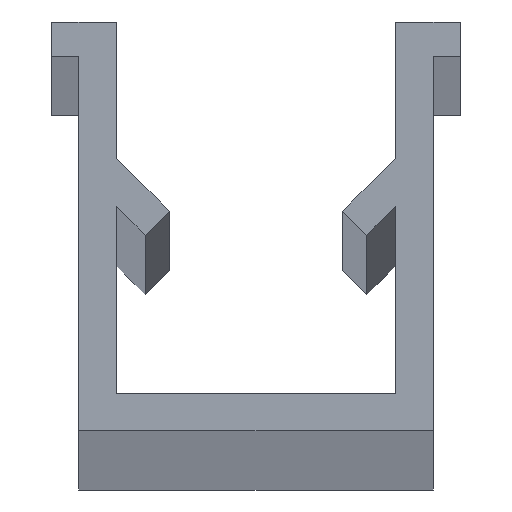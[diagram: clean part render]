
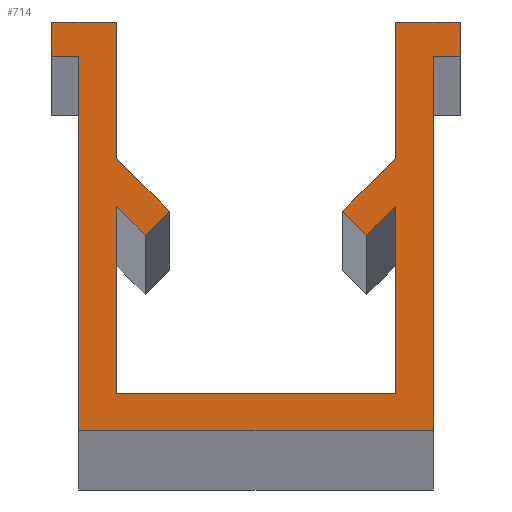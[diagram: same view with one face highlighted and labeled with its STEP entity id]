
A CAD part, top view. The second image highlights one B-rep face of the part: STEP entity #714.
In plain terms, the highlighted planar face has unit normal (0, 0, 1).
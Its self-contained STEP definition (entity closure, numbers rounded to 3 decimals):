
#3 = AXIS2_PLACEMENT_3D ( 'NONE', #702, #760, #180 ) ;
#10 = VERTEX_POINT ( 'NONE', #289 ) ;
#14 = VECTOR ( 'NONE', #594, 1000. ) ;
#24 = CARTESIAN_POINT ( 'NONE',  ( 3.251, 5.737, 1000. ) ) ;
#26 = DIRECTION ( 'NONE',  ( 0., 1., 0. ) ) ;
#39 = ORIENTED_EDGE ( 'NONE', *, *, #651, .T. ) ;
#42 = VERTEX_POINT ( 'NONE', #242 ) ;
#43 = LINE ( 'NONE', #256, #584 ) ;
#45 = CARTESIAN_POINT ( 'NONE',  ( 5.2, 11., 1000. ) ) ;
#46 = ORIENTED_EDGE ( 'NONE', *, *, #628, .T. ) ;
#48 = CARTESIAN_POINT ( 'NONE',  ( 6., 11., 1000. ) ) ;
#50 = FACE_OUTER_BOUND ( 'NONE', #365, .T. ) ;
#52 = VERTEX_POINT ( 'NONE', #121 ) ;
#56 = DIRECTION ( 'NONE',  ( 0., -1., 0. ) ) ;
#60 = CARTESIAN_POINT ( 'NONE',  ( 4.1, 12., 1000. ) ) ;
#76 = VECTOR ( 'NONE', #306, 1000. ) ;
#79 = VERTEX_POINT ( 'NONE', #178 ) ;
#83 = DIRECTION ( 'NONE',  ( 0., -1., 0. ) ) ;
#89 = ORIENTED_EDGE ( 'NONE', *, *, #654, .T. ) ;
#91 = CARTESIAN_POINT ( 'NONE',  ( 4.1, 8., 1000. ) ) ;
#104 = VECTOR ( 'NONE', #677, 1000. ) ;
#106 = ORIENTED_EDGE ( 'NONE', *, *, #485, .T. ) ;
#108 = DIRECTION ( 'NONE',  ( 1., 0., 0. ) ) ;
#114 = PLANE ( 'NONE',  #3 ) ;
#121 = CARTESIAN_POINT ( 'NONE',  ( 4.1, 8., 1000. ) ) ;
#129 = VERTEX_POINT ( 'NONE', #351 ) ;
#131 = EDGE_CURVE ( 'NONE', #248, #374, #235, .T. ) ;
#135 = ORIENTED_EDGE ( 'NONE', *, *, #192, .T. ) ;
#144 = LINE ( 'NONE', #378, #658 ) ;
#150 = LINE ( 'NONE', #549, #617 ) ;
#151 = ORIENTED_EDGE ( 'NONE', *, *, #202, .T. ) ;
#152 = VECTOR ( 'NONE', #554, 1000. ) ;
#153 = CARTESIAN_POINT ( 'NONE',  ( 5.2, 0., 1000. ) ) ;
#167 = ORIENTED_EDGE ( 'NONE', *, *, #504, .T. ) ;
#171 = EDGE_CURVE ( 'NONE', #129, #494, #543, .T. ) ;
#173 = CARTESIAN_POINT ( 'NONE',  ( -4.1, 8., 1000. ) ) ;
#178 = CARTESIAN_POINT ( 'NONE',  ( 2.544, 6.444, 1000. ) ) ;
#179 = VECTOR ( 'NONE', #270, 1000. ) ;
#180 = DIRECTION ( 'NONE',  ( 1., 0., 0. ) ) ;
#192 = EDGE_CURVE ( 'NONE', #320, #547, #355, .T. ) ;
#194 = CARTESIAN_POINT ( 'NONE',  ( -4.1, 6.586, 1000. ) ) ;
#200 = LINE ( 'NONE', #220, #104 ) ;
#201 = VERTEX_POINT ( 'NONE', #597 ) ;
#202 = EDGE_CURVE ( 'NONE', #201, #207, #488, .T. ) ;
#207 = VERTEX_POINT ( 'NONE', #436 ) ;
#220 = CARTESIAN_POINT ( 'NONE',  ( 2.544, 6.444, 1000. ) ) ;
#221 = ORIENTED_EDGE ( 'NONE', *, *, #409, .T. ) ;
#224 = VERTEX_POINT ( 'NONE', #719 ) ;
#235 = LINE ( 'NONE', #297, #358 ) ;
#242 = CARTESIAN_POINT ( 'NONE',  ( -4.1, 1.1, 1000. ) ) ;
#247 = VECTOR ( 'NONE', #636, 1000. ) ;
#248 = VERTEX_POINT ( 'NONE', #194 ) ;
#254 = VERTEX_POINT ( 'NONE', #561 ) ;
#256 = CARTESIAN_POINT ( 'NONE',  ( -4.1, 6.586, 1000. ) ) ;
#263 = CARTESIAN_POINT ( 'NONE',  ( -5.2, 0., 1000. ) ) ;
#267 = ORIENTED_EDGE ( 'NONE', *, *, #711, .T. ) ;
#270 = DIRECTION ( 'NONE',  ( -1., 0., 0. ) ) ;
#278 = VERTEX_POINT ( 'NONE', #684 ) ;
#280 = VECTOR ( 'NONE', #313, 1000. ) ;
#283 = EDGE_CURVE ( 'NONE', #547, #565, #442, .T. ) ;
#284 = CARTESIAN_POINT ( 'NONE',  ( -5.2, 11., 1000. ) ) ;
#289 = CARTESIAN_POINT ( 'NONE',  ( 6., 11., 1000. ) ) ;
#297 = CARTESIAN_POINT ( 'NONE',  ( -3.251, 5.737, 1000. ) ) ;
#306 = DIRECTION ( 'NONE',  ( -1., 0., 0. ) ) ;
#310 = VECTOR ( 'NONE', #26, 1000. ) ;
#312 = ORIENTED_EDGE ( 'NONE', *, *, #746, .T. ) ;
#313 = DIRECTION ( 'NONE',  ( 1., 0., 0. ) ) ;
#314 = DIRECTION ( 'NONE',  ( 0., 1., 0. ) ) ;
#319 = CARTESIAN_POINT ( 'NONE',  ( -4.1, 1.1, 1000. ) ) ;
#320 = VERTEX_POINT ( 'NONE', #263 ) ;
#326 = CARTESIAN_POINT ( 'NONE',  ( -6., 11., 1000. ) ) ;
#339 = ORIENTED_EDGE ( 'NONE', *, *, #606, .T. ) ;
#351 = CARTESIAN_POINT ( 'NONE',  ( 3.251, 5.737, 1000. ) ) ;
#355 = LINE ( 'NONE', #667, #280 ) ;
#358 = VECTOR ( 'NONE', #642, 1000. ) ;
#365 = EDGE_LOOP ( 'NONE', ( #611, #135, #371, #555, #106, #151, #312, #167, #39, #691, #267, #630, #339, #394, #89, #616, #560, #221, #46, #695 ) ) ;
#371 = ORIENTED_EDGE ( 'NONE', *, *, #283, .T. ) ;
#373 = CARTESIAN_POINT ( 'NONE',  ( -4.1, 12., 1000. ) ) ;
#374 = VERTEX_POINT ( 'NONE', #380 ) ;
#376 = LINE ( 'NONE', #91, #415 ) ;
#378 = CARTESIAN_POINT ( 'NONE',  ( -2.544, 6.444, 1000. ) ) ;
#380 = CARTESIAN_POINT ( 'NONE',  ( -3.251, 5.737, 1000. ) ) ;
#383 = DIRECTION ( 'NONE',  ( -0.707, 0.707, 0. ) ) ;
#386 = DIRECTION ( 'NONE',  ( 0., 1., 0. ) ) ;
#387 = DIRECTION ( 'NONE',  ( 1., 0., 0. ) ) ;
#389 = CARTESIAN_POINT ( 'NONE',  ( -6., 11., 1000. ) ) ;
#394 = ORIENTED_EDGE ( 'NONE', *, *, #131, .T. ) ;
#396 = CARTESIAN_POINT ( 'NONE',  ( -5.2, 11., 1000. ) ) ;
#400 = VECTOR ( 'NONE', #56, 1000. ) ;
#409 = EDGE_CURVE ( 'NONE', #278, #520, #510, .T. ) ;
#410 = EDGE_CURVE ( 'NONE', #565, #10, #519, .T. ) ;
#415 = VECTOR ( 'NONE', #610, 1000. ) ;
#430 = VERTEX_POINT ( 'NONE', #396 ) ;
#436 = CARTESIAN_POINT ( 'NONE',  ( 4.1, 12., 1000. ) ) ;
#439 = LINE ( 'NONE', #319, #456 ) ;
#442 = LINE ( 'NONE', #153, #486 ) ;
#454 = DIRECTION ( 'NONE',  ( -1., 0., 0. ) ) ;
#456 = VECTOR ( 'NONE', #454, 1000. ) ;
#471 = LINE ( 'NONE', #60, #400 ) ;
#485 = EDGE_CURVE ( 'NONE', #10, #201, #576, .T. ) ;
#486 = VECTOR ( 'NONE', #386, 1000. ) ;
#488 = LINE ( 'NONE', #552, #76 ) ;
#494 = VERTEX_POINT ( 'NONE', #755 ) ;
#502 = CARTESIAN_POINT ( 'NONE',  ( 5.2, 0., 1000. ) ) ;
#504 = EDGE_CURVE ( 'NONE', #52, #79, #376, .T. ) ;
#508 = LINE ( 'NONE', #389, #152 ) ;
#510 = LINE ( 'NONE', #562, #179 ) ;
#519 = LINE ( 'NONE', #45, #602 ) ;
#520 = VERTEX_POINT ( 'NONE', #735 ) ;
#543 = LINE ( 'NONE', #24, #14 ) ;
#547 = VERTEX_POINT ( 'NONE', #502 ) ;
#549 = CARTESIAN_POINT ( 'NONE',  ( -4.1, 8., 1000. ) ) ;
#552 = CARTESIAN_POINT ( 'NONE',  ( 6., 12., 1000. ) ) ;
#554 = DIRECTION ( 'NONE',  ( 0., -1., 0. ) ) ;
#555 = ORIENTED_EDGE ( 'NONE', *, *, #410, .T. ) ;
#559 = LINE ( 'NONE', #373, #310 ) ;
#560 = ORIENTED_EDGE ( 'NONE', *, *, #566, .T. ) ;
#561 = CARTESIAN_POINT ( 'NONE',  ( -2.544, 6.444, 1000. ) ) ;
#562 = CARTESIAN_POINT ( 'NONE',  ( -6., 12., 1000. ) ) ;
#565 = VERTEX_POINT ( 'NONE', #737 ) ;
#566 = EDGE_CURVE ( 'NONE', #754, #278, #559, .T. ) ;
#576 = LINE ( 'NONE', #48, #748 ) ;
#578 = EDGE_CURVE ( 'NONE', #224, #42, #439, .T. ) ;
#584 = VECTOR ( 'NONE', #314, 1000. ) ;
#585 = EDGE_CURVE ( 'NONE', #254, #754, #150, .T. ) ;
#594 = DIRECTION ( 'NONE',  ( 0.707, 0.707, 0. ) ) ;
#597 = CARTESIAN_POINT ( 'NONE',  ( 6., 12., 1000. ) ) ;
#599 = EDGE_CURVE ( 'NONE', #430, #320, #688, .T. ) ;
#602 = VECTOR ( 'NONE', #387, 1000. ) ;
#606 = EDGE_CURVE ( 'NONE', #42, #248, #43, .T. ) ;
#610 = DIRECTION ( 'NONE',  ( -0.707, -0.707, 0. ) ) ;
#611 = ORIENTED_EDGE ( 'NONE', *, *, #599, .T. ) ;
#612 = DIRECTION ( 'NONE',  ( 0.707, 0.707, 0. ) ) ;
#615 = DIRECTION ( 'NONE',  ( 0., 1., 0. ) ) ;
#616 = ORIENTED_EDGE ( 'NONE', *, *, #585, .T. ) ;
#617 = VECTOR ( 'NONE', #383, 1000. ) ;
#624 = VERTEX_POINT ( 'NONE', #326 ) ;
#628 = EDGE_CURVE ( 'NONE', #520, #624, #508, .T. ) ;
#630 = ORIENTED_EDGE ( 'NONE', *, *, #578, .T. ) ;
#636 = DIRECTION ( 'NONE',  ( 0., -1., 0. ) ) ;
#642 = DIRECTION ( 'NONE',  ( 0.707, -0.707, 0. ) ) ;
#645 = LINE ( 'NONE', #650, #247 ) ;
#650 = CARTESIAN_POINT ( 'NONE',  ( 4.1, 6.586, 1000. ) ) ;
#651 = EDGE_CURVE ( 'NONE', #79, #129, #200, .T. ) ;
#654 = EDGE_CURVE ( 'NONE', #374, #254, #144, .T. ) ;
#658 = VECTOR ( 'NONE', #612, 1000. ) ;
#667 = CARTESIAN_POINT ( 'NONE',  ( 5.2, 0., 1000. ) ) ;
#668 = VECTOR ( 'NONE', #83, 1000. ) ;
#677 = DIRECTION ( 'NONE',  ( 0.707, -0.707, 0. ) ) ;
#684 = CARTESIAN_POINT ( 'NONE',  ( -4.1, 12., 1000. ) ) ;
#688 = LINE ( 'NONE', #730, #668 ) ;
#691 = ORIENTED_EDGE ( 'NONE', *, *, #171, .T. ) ;
#695 = ORIENTED_EDGE ( 'NONE', *, *, #733, .T. ) ;
#702 = CARTESIAN_POINT ( 'NONE',  ( 0., 0., 1000. ) ) ;
#711 = EDGE_CURVE ( 'NONE', #494, #224, #645, .T. ) ;
#714 = ADVANCED_FACE ( 'NONE', ( #50 ), #114, .T. ) ;
#718 = VECTOR ( 'NONE', #108, 1000. ) ;
#719 = CARTESIAN_POINT ( 'NONE',  ( 4.1, 1.1, 1000. ) ) ;
#730 = CARTESIAN_POINT ( 'NONE',  ( -5.2, 0., 1000. ) ) ;
#733 = EDGE_CURVE ( 'NONE', #624, #430, #765, .T. ) ;
#735 = CARTESIAN_POINT ( 'NONE',  ( -6., 12., 1000. ) ) ;
#737 = CARTESIAN_POINT ( 'NONE',  ( 5.2, 11., 1000. ) ) ;
#746 = EDGE_CURVE ( 'NONE', #207, #52, #471, .T. ) ;
#748 = VECTOR ( 'NONE', #615, 1000. ) ;
#754 = VERTEX_POINT ( 'NONE', #173 ) ;
#755 = CARTESIAN_POINT ( 'NONE',  ( 4.1, 6.586, 1000. ) ) ;
#760 = DIRECTION ( 'NONE',  ( 0., 0., 1. ) ) ;
#765 = LINE ( 'NONE', #284, #718 ) ;
